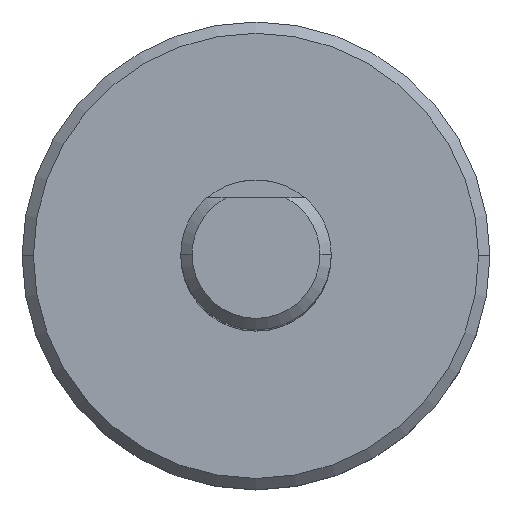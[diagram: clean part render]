
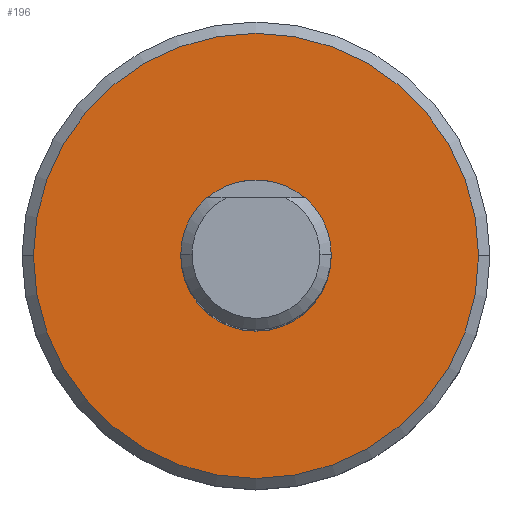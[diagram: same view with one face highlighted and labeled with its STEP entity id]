
A CAD part, top view. The second image highlights one B-rep face of the part: STEP entity #196.
In plain terms, the highlighted planar face has unit normal (0, 0, 1).
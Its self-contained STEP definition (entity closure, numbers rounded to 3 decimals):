
#11 = CARTESIAN_POINT ( 'NONE',  ( 0., 0., 3.56 ) ) ;
#139 = CIRCLE ( 'NONE', #585, 1.995 ) ;
#174 = VERTEX_POINT ( 'NONE', #545 ) ;
#184 = DIRECTION ( 'NONE',  ( 0., 0., 1. ) ) ;
#196 = ADVANCED_FACE ( 'NONE', ( #313, #626 ), #937, .T. ) ;
#222 = CARTESIAN_POINT ( 'NONE',  ( 0., 0., 3.56 ) ) ;
#228 = VERTEX_POINT ( 'NONE', #399 ) ;
#236 = CARTESIAN_POINT ( 'NONE',  ( 0., 0., 3.56 ) ) ;
#240 = ORIENTED_EDGE ( 'NONE', *, *, #856, .F. ) ;
#275 = CARTESIAN_POINT ( 'NONE',  ( 0., 0., 3.56 ) ) ;
#313 = FACE_OUTER_BOUND ( 'NONE', #699, .T. ) ;
#332 = DIRECTION ( 'NONE',  ( 0., 0., 1. ) ) ;
#335 = EDGE_CURVE ( 'NONE', #174, #640, #491, .T. ) ;
#339 = CIRCLE ( 'NONE', #781, 5.9 ) ;
#375 = EDGE_LOOP ( 'NONE', ( #874, #240 ) ) ;
#384 = EDGE_CURVE ( 'NONE', #228, #780, #139, .T. ) ;
#399 = CARTESIAN_POINT ( 'NONE',  ( -1.995, 0., 3.56 ) ) ;
#491 = CIRCLE ( 'NONE', #930, 5.9 ) ;
#502 = DIRECTION ( 'NONE',  ( 1., 0., 0. ) ) ;
#534 = EDGE_CURVE ( 'NONE', #640, #174, #339, .T. ) ;
#542 = DIRECTION ( 'NONE',  ( 0., 0., 1. ) ) ;
#545 = CARTESIAN_POINT ( 'NONE',  ( -5.9, 0., 3.56 ) ) ;
#549 = DIRECTION ( 'NONE',  ( 0., 0., 1. ) ) ;
#585 = AXIS2_PLACEMENT_3D ( 'NONE', #275, #588, #899 ) ;
#588 = DIRECTION ( 'NONE',  ( 0., 0., 1. ) ) ;
#601 = AXIS2_PLACEMENT_3D ( 'NONE', #236, #549, #862 ) ;
#626 = FACE_BOUND ( 'NONE', #375, .T. ) ;
#640 = VERTEX_POINT ( 'NONE', #966 ) ;
#650 = DIRECTION ( 'NONE',  ( 1., 0., 0. ) ) ;
#699 = EDGE_LOOP ( 'NONE', ( #788, #723 ) ) ;
#723 = ORIENTED_EDGE ( 'NONE', *, *, #534, .T. ) ;
#734 = CIRCLE ( 'NONE', #871, 1.995 ) ;
#756 = CARTESIAN_POINT ( 'NONE',  ( 1.995, 0., 3.56 ) ) ;
#780 = VERTEX_POINT ( 'NONE', #756 ) ;
#781 = AXIS2_PLACEMENT_3D ( 'NONE', #222, #542, #854 ) ;
#788 = ORIENTED_EDGE ( 'NONE', *, *, #335, .T. ) ;
#854 = DIRECTION ( 'NONE',  ( 1., 0., 0. ) ) ;
#856 = EDGE_CURVE ( 'NONE', #780, #228, #734, .T. ) ;
#862 = DIRECTION ( 'NONE',  ( 1., 0., 0. ) ) ;
#871 = AXIS2_PLACEMENT_3D ( 'NONE', #11, #332, #650 ) ;
#874 = ORIENTED_EDGE ( 'NONE', *, *, #384, .F. ) ;
#890 = CARTESIAN_POINT ( 'NONE',  ( 0., 0., 3.56 ) ) ;
#899 = DIRECTION ( 'NONE',  ( 1., 0., 0. ) ) ;
#930 = AXIS2_PLACEMENT_3D ( 'NONE', #890, #184, #502 ) ;
#937 = PLANE ( 'NONE',  #601 ) ;
#966 = CARTESIAN_POINT ( 'NONE',  ( 5.9, 0., 3.56 ) ) ;
